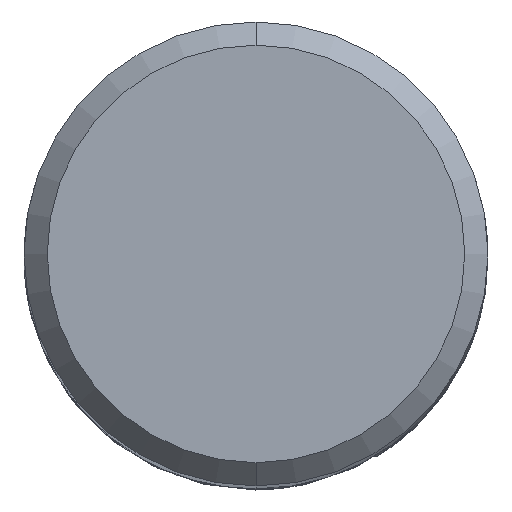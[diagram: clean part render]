
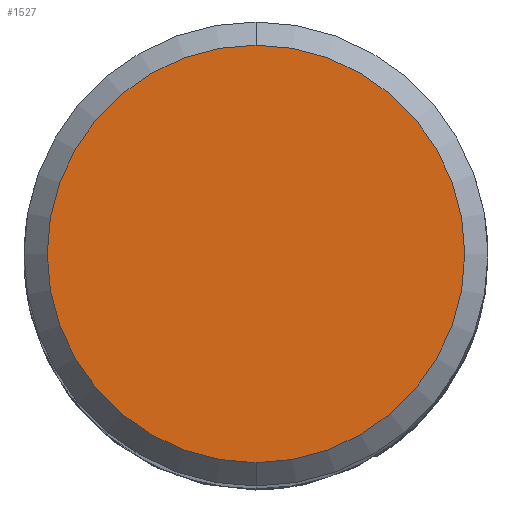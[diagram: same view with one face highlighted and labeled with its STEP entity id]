
A CAD part, top view. The second image highlights one B-rep face of the part: STEP entity #1527.
In plain terms, the highlighted planar face has unit normal (0, 0, 1).
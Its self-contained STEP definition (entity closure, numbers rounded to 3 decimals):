
#1005=VERTEX_POINT('',#2237);
#1323=VERTEX_POINT('',#2585);
#1519=EDGE_CURVE('',#1005,#1323,#2797,.T.);
#1527=ADVANCED_FACE('',(#2805),#2806,.T.);
#1709=EDGE_CURVE('',#1323,#1005,#3002,.T.);
#2237=CARTESIAN_POINT('',(0.,-7.2,0.0));
#2585=CARTESIAN_POINT('',(0.0,7.2,0.0));
#2797=CIRCLE('',#13092,7.2);
#2805=FACE_OUTER_BOUND('',#13101,.T.);
#2806=PLANE('',#13102);
#3002=CIRCLE('',#14682,7.2);
#13092=AXIS2_PLACEMENT_3D('',#17373,#17374,#17375);
#13101=EDGE_LOOP('',(#17380,#17381));
#13102=AXIS2_PLACEMENT_3D('',#17382,#17383,#17384);
#14682=AXIS2_PLACEMENT_3D('',#17588,#17589,#17590);
#17373=CARTESIAN_POINT('',(0.0,0.0,0.0));
#17374=DIRECTION('',(0.0,0.0,-1.0));
#17375=DIRECTION('',(0.0,1.0,0.0));
#17380=ORIENTED_EDGE('',*,*,#1709,.F.);
#17381=ORIENTED_EDGE('',*,*,#1519,.F.);
#17382=CARTESIAN_POINT('',(0.0,3.6,0.0));
#17383=DIRECTION('',(-0.0,0.0,1.0));
#17384=DIRECTION('',(0.0,-1.0,0.0));
#17588=CARTESIAN_POINT('',(0.0,0.0,0.0));
#17589=DIRECTION('',(0.0,0.0,-1.0));
#17590=DIRECTION('',(0.0,1.0,0.0));
